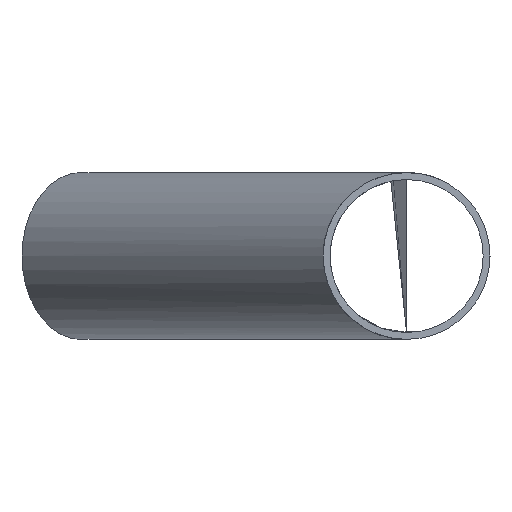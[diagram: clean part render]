
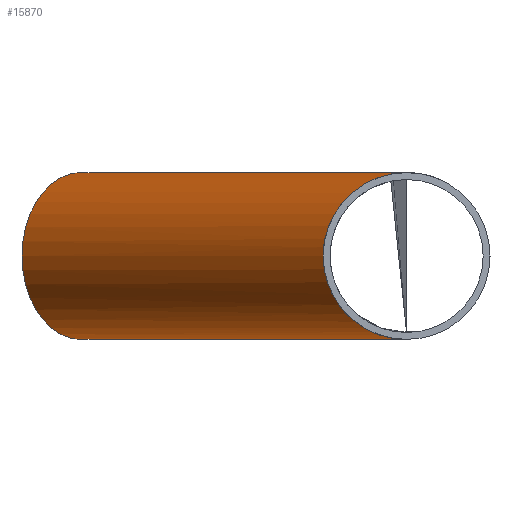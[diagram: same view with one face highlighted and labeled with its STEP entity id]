
A CAD part, left-side view. The second image highlights one B-rep face of the part: STEP entity #15870.
In plain terms, the highlighted cylindrical face has radius 24.15 mm (diameter 48.3 mm), a full revolution.
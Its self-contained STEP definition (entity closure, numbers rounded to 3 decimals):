
#259 = CARTESIAN_POINT ( 'NONE',  ( -33.803, 0., -24.15 ) ) ;
#587 = ORIENTED_EDGE ( 'NONE', *, *, #16155, .F. ) ;
#1814 = ORIENTED_EDGE ( 'NONE', *, *, #3484, .F. ) ;
#2497 = CARTESIAN_POINT ( 'NONE',  ( 60.456, 94.26, 0. ) ) ;
#2752 = CARTESIAN_POINT ( 'NONE',  ( -33.803, 0., 24.15 ) ) ;
#2818 = ORIENTED_EDGE ( 'NONE', *, *, #14397, .F. ) ;
#2865 = CARTESIAN_POINT ( 'NONE',  ( -53.81, 48.3, -24.15 ) ) ;
#3479 = VERTEX_POINT ( 'NONE', #15621 ) ;
#3484 = EDGE_CURVE ( 'NONE', #6629, #6629, #10342, .T. ) ;
#3883 = DIRECTION ( 'NONE',  ( -0.707, 0.707, 0. ) ) ;
#5247 = CARTESIAN_POINT ( 'NONE',  ( -33.803, 0., -24.15 ) ) ;
#5709 = CARTESIAN_POINT ( 'NONE',  ( 60.456, 94.26, 0. ) ) ;
#5779 = EDGE_LOOP ( 'NONE', ( #1814 ) ) ;
#6629 = VERTEX_POINT ( 'NONE', #7702 ) ;
#6878 = FACE_OUTER_BOUND ( 'NONE', #12097, .T. ) ;
#7556 =( BOUNDED_CURVE ( )  B_SPLINE_CURVE ( 3, ( #2752, #10639, #2865, #259 ),
 .UNSPECIFIED., .F., .F. ) 
 B_SPLINE_CURVE_WITH_KNOTS ( ( 4, 4 ),
 ( 4.712, 7.854 ),
 .UNSPECIFIED. ) 
 CURVE ( )  GEOMETRIC_REPRESENTATION_ITEM ( )  RATIONAL_B_SPLINE_CURVE ( ( 1., 0.333, 0.333, 1. ) ) 
 REPRESENTATION_ITEM ( '' )  );
#7702 = CARTESIAN_POINT ( 'NONE',  ( 43.38, 111.336, 0. ) ) ;
#8325 = AXIS2_PLACEMENT_3D ( 'NONE', #2497, #14359, #3883 ) ;
#10025 = DIRECTION ( 'NONE',  ( -0.707, 0.707, 0. ) ) ;
#10342 = CIRCLE ( 'NONE', #8325, 24.15 ) ;
#10639 = CARTESIAN_POINT ( 'NONE',  ( -53.81, 48.3, 24.15 ) ) ;
#11801 = CARTESIAN_POINT ( 'NONE',  ( 82.803, 48.3, -24.15 ) ) ;
#12097 = EDGE_LOOP ( 'NONE', ( #2818, #587 ) ) ;
#12851 = FACE_OUTER_BOUND ( 'NONE', #5779, .T. ) ;
#13983 = DIRECTION ( 'NONE',  ( 0.707, 0.707, 0. ) ) ;
#14114 =( BOUNDED_CURVE ( )  B_SPLINE_CURVE ( 3, ( #5247, #11801, #17031, #14454 ),
 .UNSPECIFIED., .F., .F. ) 
 B_SPLINE_CURVE_WITH_KNOTS ( ( 4, 4 ),
 ( 1.571, 4.712 ),
 .UNSPECIFIED. ) 
 CURVE ( )  GEOMETRIC_REPRESENTATION_ITEM ( )  RATIONAL_B_SPLINE_CURVE ( ( 1., 0.333, 0.333, 1. ) ) 
 REPRESENTATION_ITEM ( '' )  );
#14359 = DIRECTION ( 'NONE',  ( 0.707, 0.707, 0. ) ) ;
#14397 = EDGE_CURVE ( 'NONE', #17080, #3479, #14114, .T. ) ;
#14454 = CARTESIAN_POINT ( 'NONE',  ( -33.803, 0., 24.15 ) ) ;
#15621 = CARTESIAN_POINT ( 'NONE',  ( -33.803, 0., 24.15 ) ) ;
#15870 = ADVANCED_FACE ( 'NONE', ( #6878, #12851 ), #16747, .T. ) ;
#16155 = EDGE_CURVE ( 'NONE', #3479, #17080, #7556, .T. ) ;
#16338 = AXIS2_PLACEMENT_3D ( 'NONE', #5709, #13983, #10025 ) ;
#16747 = CYLINDRICAL_SURFACE ( 'NONE', #16338, 24.15 ) ;
#16849 = CARTESIAN_POINT ( 'NONE',  ( -33.803, 0., -24.15 ) ) ;
#17031 = CARTESIAN_POINT ( 'NONE',  ( 82.803, 48.3, 24.15 ) ) ;
#17080 = VERTEX_POINT ( 'NONE', #16849 ) ;
